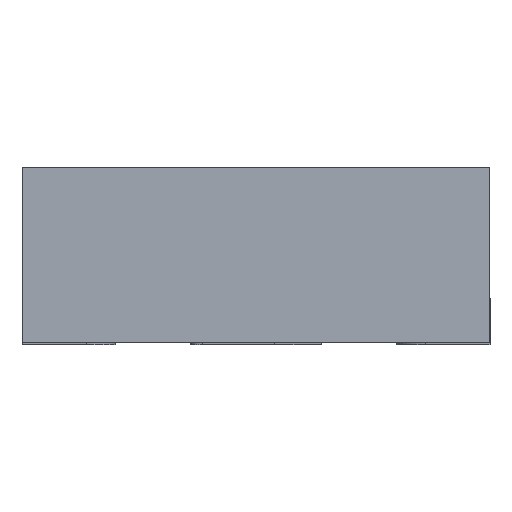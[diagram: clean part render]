
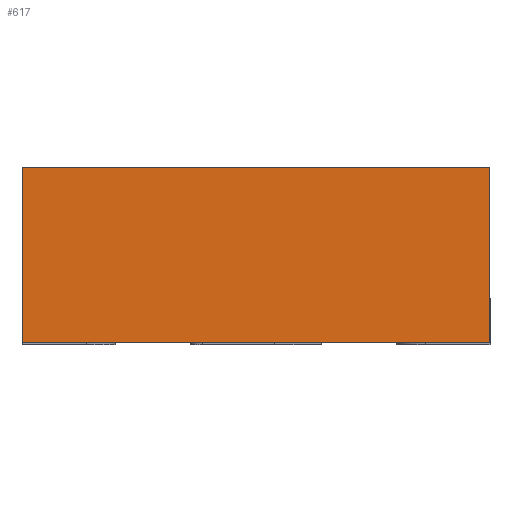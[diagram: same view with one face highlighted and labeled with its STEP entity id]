
A CAD part, left-side view. The second image highlights one B-rep face of the part: STEP entity #617.
In plain terms, the highlighted planar face has unit normal (-1, 0, 0).
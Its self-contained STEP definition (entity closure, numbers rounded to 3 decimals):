
#451 = EDGE_CURVE('',#452,#454,#456,.T.);
#452 = VERTEX_POINT('',#453);
#453 = CARTESIAN_POINT('',(-1.,0.97,0.76));
#454 = VERTEX_POINT('',#455);
#455 = CARTESIAN_POINT('',(-1.,-1.03,0.76));
#456 = LINE('',#457,#458);
#457 = CARTESIAN_POINT('',(-1.,0.97,0.76));
#458 = VECTOR('',#459,1.);
#459 = DIRECTION('',(0.,-1.,0.));
#617 = ADVANCED_FACE('',(#618),#643,.F.);
#618 = FACE_BOUND('',#619,.T.);
#619 = EDGE_LOOP('',(#620,#630,#636,#637));
#620 = ORIENTED_EDGE('',*,*,#621,.T.);
#621 = EDGE_CURVE('',#622,#624,#626,.T.);
#622 = VERTEX_POINT('',#623);
#623 = CARTESIAN_POINT('',(-1.,0.97,0.01));
#624 = VERTEX_POINT('',#625);
#625 = CARTESIAN_POINT('',(-1.,-1.03,0.01));
#626 = LINE('',#627,#628);
#627 = CARTESIAN_POINT('',(-1.,0.97,0.01));
#628 = VECTOR('',#629,1.);
#629 = DIRECTION('',(0.,-1.,0.));
#630 = ORIENTED_EDGE('',*,*,#631,.F.);
#631 = EDGE_CURVE('',#454,#624,#632,.T.);
#632 = LINE('',#633,#634);
#633 = CARTESIAN_POINT('',(-1.,-1.03,0.76));
#634 = VECTOR('',#635,1.);
#635 = DIRECTION('',(0.,0.,-1.));
#636 = ORIENTED_EDGE('',*,*,#451,.F.);
#637 = ORIENTED_EDGE('',*,*,#638,.T.);
#638 = EDGE_CURVE('',#452,#622,#639,.T.);
#639 = LINE('',#640,#641);
#640 = CARTESIAN_POINT('',(-1.,0.97,0.76));
#641 = VECTOR('',#642,1.);
#642 = DIRECTION('',(0.,0.,-1.));
#643 = PLANE('',#644);
#644 = AXIS2_PLACEMENT_3D('',#645,#646,#647);
#645 = CARTESIAN_POINT('',(-1.,0.97,0.76));
#646 = DIRECTION('',(1.,0.,0.));
#647 = DIRECTION('',(0.,1.,0.));
